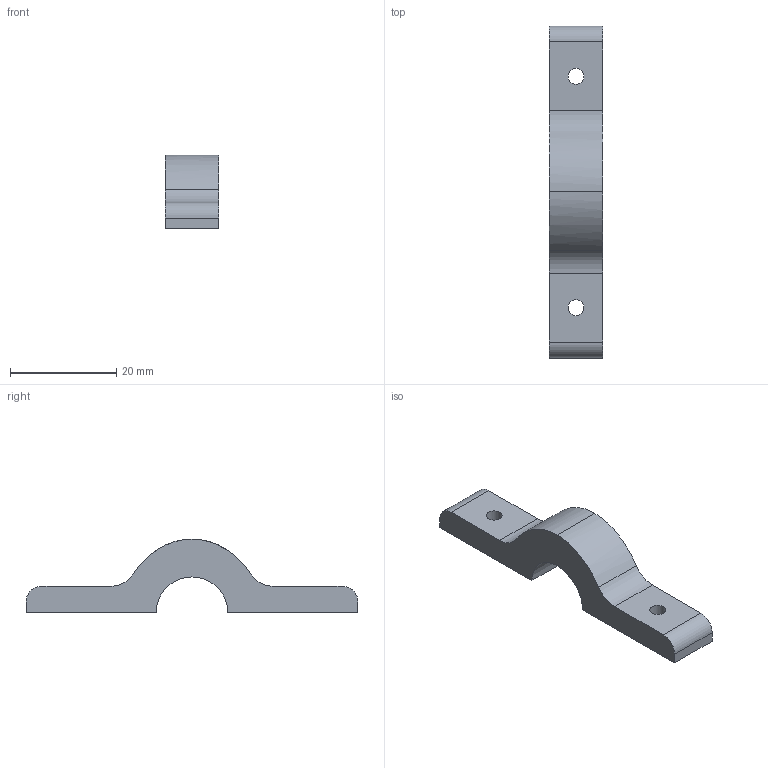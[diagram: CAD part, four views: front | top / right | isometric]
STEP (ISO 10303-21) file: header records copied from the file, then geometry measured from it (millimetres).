
FILE_DESCRIPTION(/* description */ (''),/* implementation_level */ '2;1');
FILE_NAME(/* name */ 'DronePiece3b.step',/* time_stamp */ '2023-11-03T15:31:45+01:00',/* author */ (''),/* organization */ (''),/* preprocessor_version */ 'ST-DEVELOPER v20',/* originating_system */ 'Autodesk Translation Framework v12.14.0.127',/* authorisation */ '');
FILE_SCHEMA (('AUTOMOTIVE_DESIGN { 1 0 10303 214 3 1 1 }'));
Length unit declared in the file: millimetre
Products named in the file (1): (Non enregistré)
Bounding box: 10 x 62.51 x 13.87 mm (x, y, z)
Volume: 3879.5 mm3; surface area: 2320.4 mm2
Topology: 1 solids, 1 shells, 17 faces, 45 edges, 30 vertices
Faces by surface type: plane 8, cylinder 7, bspline 2
Full cylindrical faces by diameter (mm): 3 x2
Entity records: 641 total; most frequent: CARTESIAN_POINT 167, ORIENTED_EDGE 90, DIRECTION 87, EDGE_CURVE 45, VERTEX_POINT 30, AXIS2_PLACEMENT_3D 30, LINE 27, VECTOR 27
